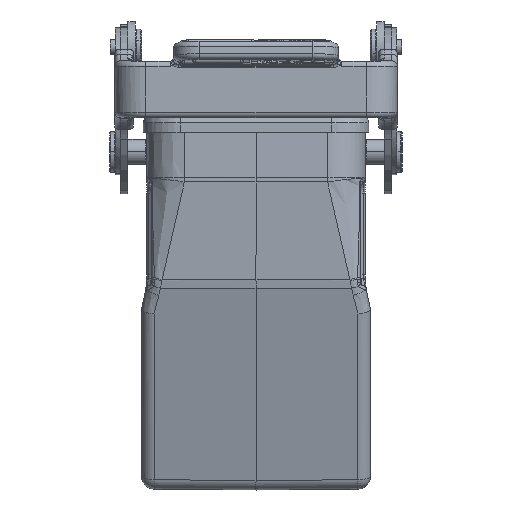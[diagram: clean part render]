
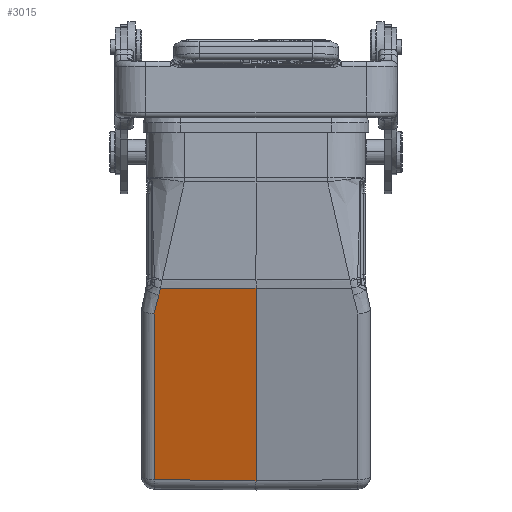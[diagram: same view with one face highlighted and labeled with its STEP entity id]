
A CAD part, left-side view. The second image highlights one B-rep face of the part: STEP entity #3015.
In plain terms, the highlighted planar face has unit normal (-0.966, 0.009, -0.259).
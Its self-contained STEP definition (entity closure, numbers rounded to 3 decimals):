
#3015=ADVANCED_FACE('',(#5730),#4149,.F.);
#4149=PLANE('',#36258);
#5730=FACE_OUTER_BOUND('',#7778,.T.);
#7778=EDGE_LOOP('',(#22143,#22144,#22145,#22146,#22147,#22148));
#10212=LINE('',#63247,#12623);
#10227=LINE('',#63619,#12638);
#10229=LINE('',#63622,#12640);
#12623=VECTOR('',#43619,1.);
#12638=VECTOR('',#43700,1.);
#12640=VECTOR('',#43704,1.);
#22143=ORIENTED_EDGE('',*,*,#31529,.T.);
#22144=ORIENTED_EDGE('',*,*,#31518,.T.);
#22145=ORIENTED_EDGE('',*,*,#31516,.T.);
#22146=ORIENTED_EDGE('',*,*,#31571,.T.);
#22147=ORIENTED_EDGE('',*,*,#31575,.F.);
#22148=ORIENTED_EDGE('',*,*,#31577,.F.);
#26900=VERTEX_POINT('',#63000);
#26901=VERTEX_POINT('',#63005);
#26902=VERTEX_POINT('',#63060);
#26906=VERTEX_POINT('',#63248);
#26925=VERTEX_POINT('',#63608);
#26927=VERTEX_POINT('',#63618);
#31516=EDGE_CURVE('',#26901,#26900,#33619,.T.);
#31518=EDGE_CURVE('',#26902,#26901,#33621,.T.);
#31529=EDGE_CURVE('',#26906,#26902,#10212,.T.);
#31571=EDGE_CURVE('',#26900,#26925,#33647,.T.);
#31575=EDGE_CURVE('',#26927,#26925,#10227,.T.);
#31577=EDGE_CURVE('',#26906,#26927,#10229,.T.);
#33619=B_SPLINE_CURVE_WITH_KNOTS('',3,(#63001,#63002,#63003,#63004),
 .UNSPECIFIED.,.F.,.F.,(4,4),(0.,1.),.UNSPECIFIED.);
#33621=B_SPLINE_CURVE_WITH_KNOTS('',3,(#63052,#63053,#63054,#63055,#63056,
#63057,#63058,#63059),.UNSPECIFIED.,.F.,.F.,(4,2,2,4),(0.,0.25,
0.5,1.),.UNSPECIFIED.);
#33647=B_SPLINE_CURVE_WITH_KNOTS('',3,(#63604,#63605,#63606,#63607),
 .UNSPECIFIED.,.F.,.F.,(4,4),(0.,1.),.UNSPECIFIED.);
#36258=AXIS2_PLACEMENT_3D('',#63623,#43705,#43706);
#43619=DIRECTION('',(0.009,1.,0.002));
#43700=DIRECTION('',(0.007,1.,0.009));
#43704=DIRECTION('',(0.259,0.,-0.966));
#43705=DIRECTION('',(0.966,-0.009,0.259));
#43706=DIRECTION('',(-0.259,0.,0.966));
#63000=CARTESIAN_POINT('',(-33.046,20.022,-37.394));
#63001=CARTESIAN_POINT('',(-34.05,19.116,-33.678));
#63002=CARTESIAN_POINT('',(-33.723,19.483,-34.886));
#63003=CARTESIAN_POINT('',(-33.389,19.785,-36.124));
#63004=CARTESIAN_POINT('',(-33.046,20.022,-37.394));
#63005=CARTESIAN_POINT('',(-34.05,19.116,-33.678));
#63052=CARTESIAN_POINT('',(-34.418,18.767,-32.316));
#63053=CARTESIAN_POINT('',(-34.406,18.779,-32.36));
#63054=CARTESIAN_POINT('',(-34.386,18.798,-32.437));
#63055=CARTESIAN_POINT('',(-34.327,18.852,-32.656));
#63056=CARTESIAN_POINT('',(-34.28,18.893,-32.827));
#63057=CARTESIAN_POINT('',(-34.163,18.998,-33.263));
#63058=CARTESIAN_POINT('',(-34.099,19.06,-33.498));
#63059=CARTESIAN_POINT('',(-34.05,19.116,-33.678));
#63060=CARTESIAN_POINT('',(-34.418,18.767,-32.316));
#63247=CARTESIAN_POINT('',(-34.58,0.,-32.345));
#63248=CARTESIAN_POINT('',(-34.58,0.,-32.345));
#63604=CARTESIAN_POINT('',(-33.046,20.022,-37.394));
#63605=CARTESIAN_POINT('',(-30.136,20.022,-48.254));
#63606=CARTESIAN_POINT('',(-27.227,20.022,-59.113));
#63607=CARTESIAN_POINT('',(-24.317,20.022,-69.972));
#63608=CARTESIAN_POINT('',(-24.317,20.022,-69.972));
#63618=CARTESIAN_POINT('',(-24.451,0.,-70.147));
#63619=CARTESIAN_POINT('',(-24.451,0.,-70.147));
#63622=CARTESIAN_POINT('',(-34.58,0.,-32.345));
#63623=CARTESIAN_POINT('',(-29.431,10.011,-51.223));
